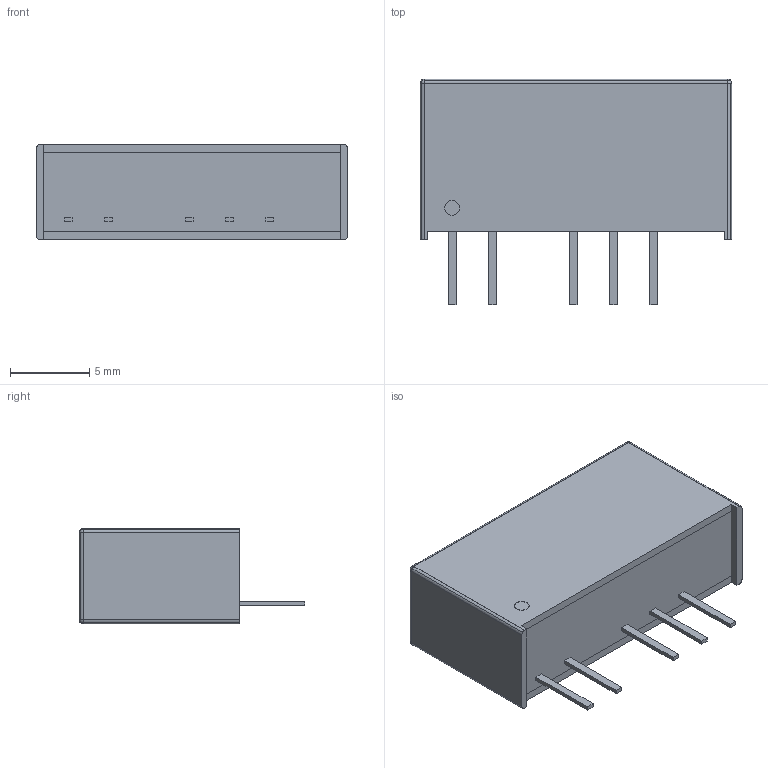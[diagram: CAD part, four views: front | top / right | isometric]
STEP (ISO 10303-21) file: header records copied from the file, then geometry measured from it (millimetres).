
FILE_DESCRIPTION(('FreeCAD Model'),'2;1');
FILE_NAME('RB_3D_20190826.STEP','2019-08-26T13:47:17',('Author'),(''), 'Open CASCADE STEP processor 7.3','FreeCAD','Unknown');
FILE_SCHEMA(('AUTOMOTIVE_DESIGN { 1 0 10303 214 1 1 1 1 }'));
Length unit declared in the file: millimetre
Products named in the file (7): RB_case; RB_pin4(NC/-Vout); RB_potting; RB_pin1(+Vin); RB_pin5(-Vout/Com); RB_pin2(-Vin); RB_pin6(+Vout)
Bounding box: 19.6 x 14.2 x 6.01 mm (x, y, z)
Volume: 302.9 mm3; surface area: 1384.4 mm2
Topology: 7 solids, 7 shells, 80 faces, 173 edges, 108 vertices
Faces by surface type: plane 54, cylinder 18, sphere 8
Entity records: 2572 total; most frequent: DIRECTION 375, CARTESIAN_POINT 362, ORIENTED_EDGE 346, EDGE_CURVE 173, LINE 133, VECTOR 133, AXIS2_PLACEMENT_3D 121, VERTEX_POINT 108
